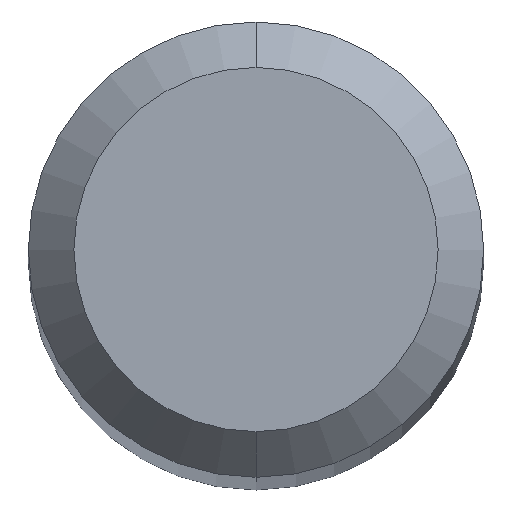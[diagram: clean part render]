
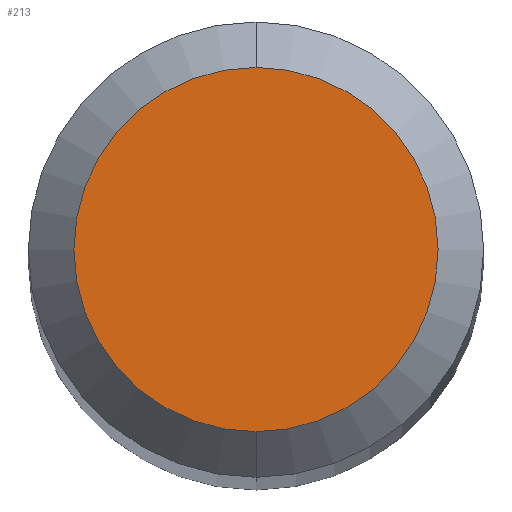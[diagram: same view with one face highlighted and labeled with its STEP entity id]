
A CAD part, top view. The second image highlights one B-rep face of the part: STEP entity #213.
In plain terms, the highlighted planar face has unit normal (0, 0, 1).
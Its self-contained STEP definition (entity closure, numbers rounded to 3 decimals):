
#4 = PLANE ( 'NONE',  #69 ) ;
#9 = DIRECTION ( 'NONE',  ( 0., 1., 0. ) ) ;
#16 = DIRECTION ( 'NONE',  ( 0., 1., 0. ) ) ;
#20 = CARTESIAN_POINT ( 'NONE',  ( 0., 0., 0. ) ) ;
#38 = CARTESIAN_POINT ( 'NONE',  ( 0., 3.264, 0. ) ) ;
#43 = CARTESIAN_POINT ( 'NONE',  ( 0., 2.611, 0. ) ) ;
#45 = DIRECTION ( 'NONE',  ( 0., 0., 1. ) ) ;
#52 = CIRCLE ( 'NONE', #114, 2.611 ) ;
#57 = DIRECTION ( 'NONE',  ( 0., 1., 0. ) ) ;
#60 = AXIS2_PLACEMENT_3D ( 'NONE', #143, #112, #16 ) ;
#69 = AXIS2_PLACEMENT_3D ( 'NONE', #38, #158, #57 ) ;
#73 = EDGE_CURVE ( 'NONE', #85, #183, #52, .T. ) ;
#85 = VERTEX_POINT ( 'NONE', #43 ) ;
#102 = FACE_OUTER_BOUND ( 'NONE', #117, .T. ) ;
#112 = DIRECTION ( 'NONE',  ( 0., 0., 1. ) ) ;
#114 = AXIS2_PLACEMENT_3D ( 'NONE', #20, #45, #9 ) ;
#117 = EDGE_LOOP ( 'NONE', ( #154, #208 ) ) ;
#122 = CARTESIAN_POINT ( 'NONE',  ( 0., -2.611, 0. ) ) ;
#135 = CIRCLE ( 'NONE', #60, 2.611 ) ;
#138 = EDGE_CURVE ( 'NONE', #183, #85, #135, .T. ) ;
#143 = CARTESIAN_POINT ( 'NONE',  ( 0., 0., 0. ) ) ;
#154 = ORIENTED_EDGE ( 'NONE', *, *, #73, .T. ) ;
#158 = DIRECTION ( 'NONE',  ( 0., 0., -1. ) ) ;
#183 = VERTEX_POINT ( 'NONE', #122 ) ;
#208 = ORIENTED_EDGE ( 'NONE', *, *, #138, .T. ) ;
#213 = ADVANCED_FACE ( 'NONE', ( #102 ), #4, .F. ) ;
